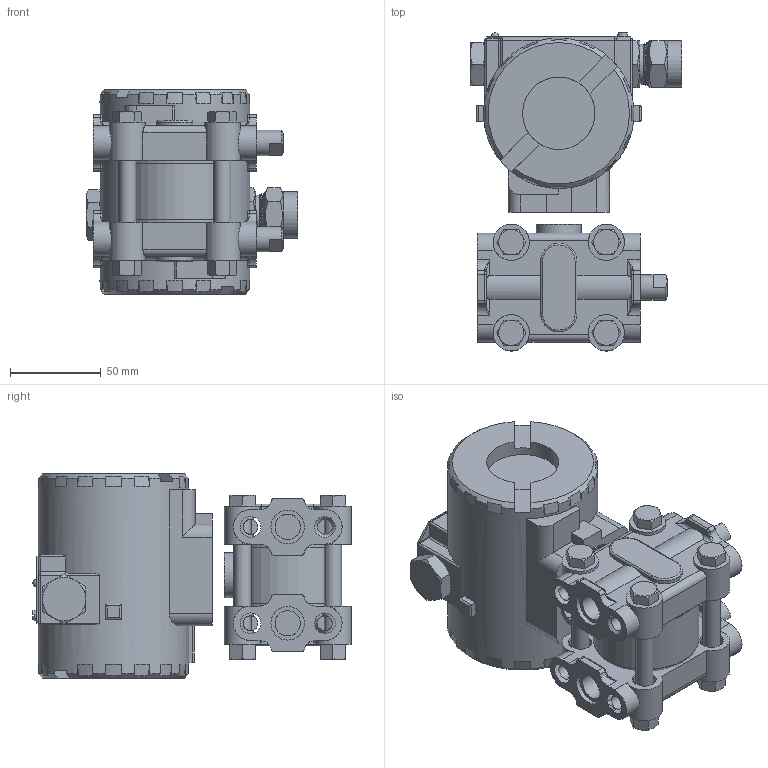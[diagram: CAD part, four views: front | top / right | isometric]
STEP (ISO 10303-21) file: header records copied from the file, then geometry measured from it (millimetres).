
FILE_DESCRIPTION(/* description */ (''),/* implementation_level */ '2;1');
FILE_NAME(/* name */ 'AMZ5050_standard_display.step',/* time_stamp */ '2021-08-26T15:12:44+03:00',/* author */ (''),/* organization */ (''),/* preprocessor_version */ 'ST-DEVELOPER v18.1',/* originating_system */ 'Autodesk Translation Framework v10.10.0.1391',/* authorisation */ '');
FILE_SCHEMA (('AUTOMOTIVE_DESIGN { 1 0 10303 214 3 1 1 }'));
Length unit declared in the file: millimetre
Products named in the file (10): АМЗ 5050 - filled; Corp; screw; stamp; Body2; Body3; bolt23; gg23; PLUG v2; M20x1,5 steel cable gland Ex d v3
Assembly tree (17 placements, depth 2):
  АМЗ 5050 - filled
    Corp
    screw
    Body2  x2
    Body3  x2
    bolt23  x4
    gg23  x4
    stamp
    PLUG v2
    M20x1,5 steel cable gland Ex d v3
Bounding box: 116.5 x 175.64 x 113 mm (x, y, z)
Volume: 1007377 mm3; surface area: 151564.1 mm2
Topology: 17 solids, 18 shells, 1057 faces, 2683 edges, 1700 vertices
Faces by surface type: plane 436, cylinder 249, cone 170, bspline 167, torus 28, sphere 7
Full cylindrical faces by diameter (mm): 2 x2, 2.693 x1, 3 x3, 8.2 x8, 8.5 x2, 9.5 x8, 12 x9, 13 x1, 14 x4, 16.811 x1, 17 x2, 17.6 x1, 18.137 x17, 18.376 x2, 18.5 x4, 19.85 x14, 20 x8, 22 x1, 22.132 x1, 25 x1, 25.6 x1, 40 x1, 40.3 x1, 42.3 x1, 49.7 x1, 50 x1, 51.7 x1, 57.5 x2, 58.5 x1, 77 x1
Entity records: 34172 total; most frequent: CARTESIAN_POINT 15307, ORIENTED_EDGE 4146, DIRECTION 3400, EDGE_CURVE 2073, VERTEX_POINT 1343, AXIS2_PLACEMENT_3D 1170, LINE 1060, VECTOR 1060
